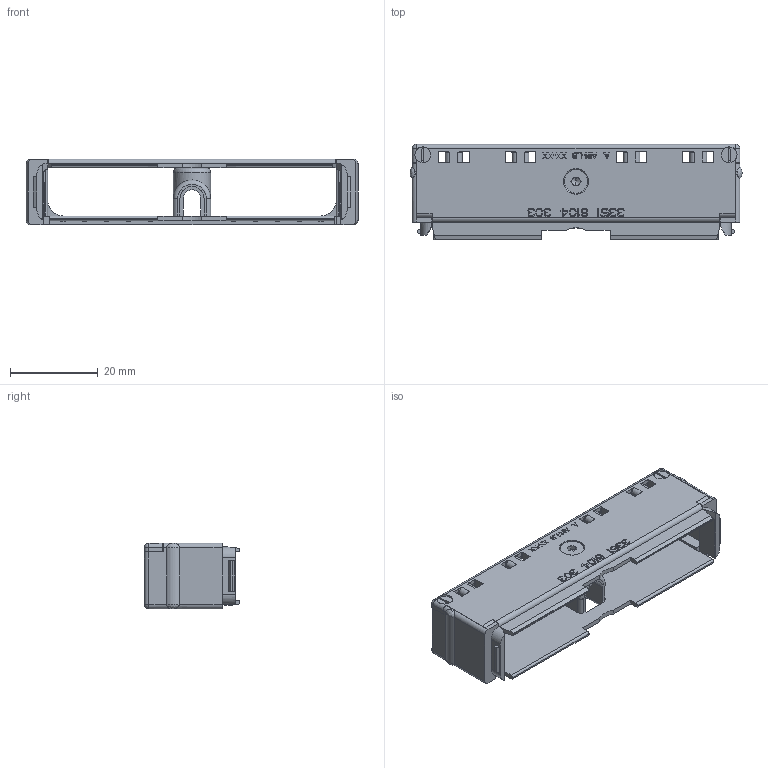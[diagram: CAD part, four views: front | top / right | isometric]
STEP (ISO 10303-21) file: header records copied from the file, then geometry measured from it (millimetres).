
FILE_DESCRIPTION((''),'2;1');
FILE_NAME('33516104303','2019-11-28T',('presta_be4'),(''),'CREO PARAMETRIC BY PTC INC, 2018360','CREO PARAMETRIC BY PTC INC, 2018360','');
FILE_SCHEMA(('CONFIG_CONTROL_DESIGN'));
Length unit declared in the file: millimetre
Products named in the file (1): 33516104303
Bounding box: 75.87 x 21.8 x 15 mm (x, y, z)
Volume: 7268.8 mm3; surface area: 8749.7 mm2
Topology: 1 solids, 1 shells, 1200 faces, 3322 edges, 2175 vertices
Faces by surface type: plane 988, cylinder 151, torus 41, cone 10, sphere 6, bspline 4
Entity records: 38748 total; most frequent: CARTESIAN_POINT 7825, ORIENTED_EDGE 6640, DIRECTION 5993, EDGE_CURVE 3320, VECTOR 2901, LINE 2901, VERTEX_POINT 2175, AXIS2_PLACEMENT_3D 1546
